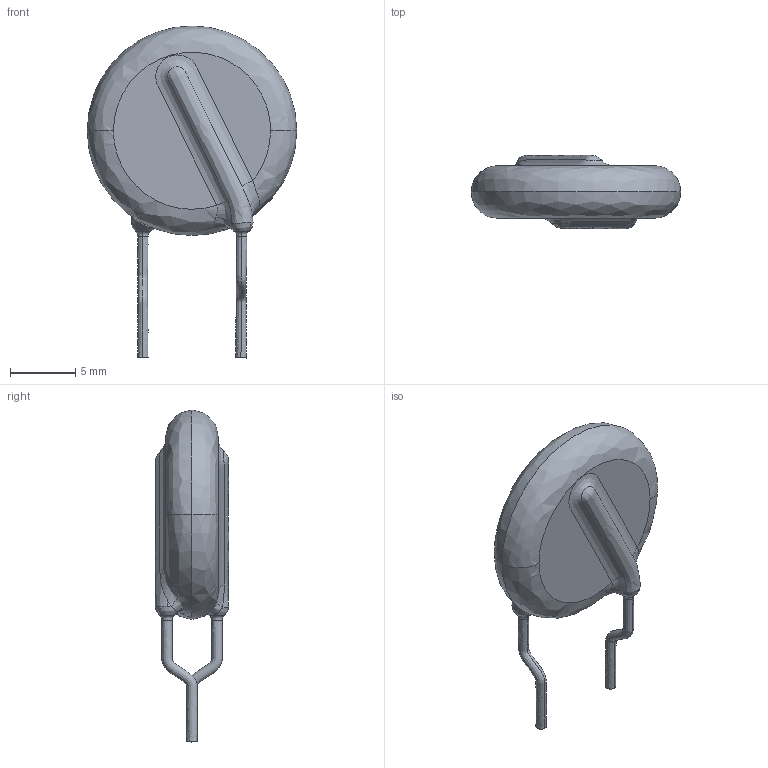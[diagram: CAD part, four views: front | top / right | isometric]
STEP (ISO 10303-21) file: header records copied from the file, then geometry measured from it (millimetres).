
FILE_DESCRIPTION (( 'STEP AP214' ), '1' );
FILE_NAME ('User Library-JNR15S060L.STEP', '2019-06-20T09:06:55', ( '' ), ( '' ), 'SwSTEP 2.0', 'SolidWorks 2019', '' );
FILE_SCHEMA (( 'AUTOMOTIVE_DESIGN' ));
Length unit declared in the file: centimetre
Products named in the file (1): User Library-JNR15S060L
Bounding box: 16 x 5.6 x 25.36 mm (x, y, z)
Volume: 773.2 mm3; surface area: 592.4 mm2
Topology: 1 solids, 1 shells, 32 faces, 78 edges, 48 vertices
Faces by surface type: bspline 28, plane 4
Entity records: 9178 total; most frequent: CARTESIAN_POINT 8277, ORIENTED_EDGE 156, EDGE_CURVE 78, B_SPLINE_CURVE_WITH_KNOTS 66, VERTEX_POINT 48, UNCERTAINTY_MEASURE_WITH_UNIT 35, SURFACE_SIDE_STYLE 34, MECHANICAL_DESIGN_GEOMETRIC_PRESENTATION_REPRESENTATION 34
